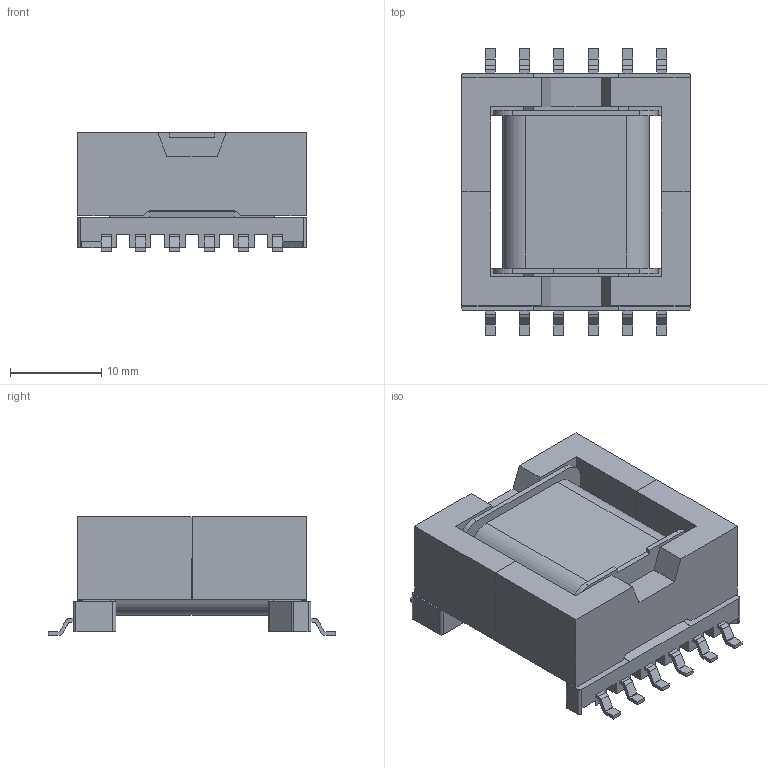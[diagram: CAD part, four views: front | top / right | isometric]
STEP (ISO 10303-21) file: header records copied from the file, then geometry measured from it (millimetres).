
FILE_DESCRIPTION( ( 'Unknown' ), '1' );
FILE_NAME( 'WE-FB_EFD25_without clip.stp', 'Unknown', ( 'Unknown' ), ( 'Unknown' ), 'PSStep 13.0', 'Unknown', ' ' );
FILE_SCHEMA( ( 'AUTOMOTIVE_DESIGN { 1 0 10303 214 1 1 1 1 }' ) );
Length unit declared in the file: millimetre
Products named in the file (3): Assem1; EFD25_core; bobbin
Bounding box: 25 x 31.5 x 13 mm (x, y, z)
Volume: 9696.1 mm3; surface area: 9981 mm2
Topology: 5 solids, 5 shells, 706 faces, 1958 edges, 1290 vertices
Faces by surface type: plane 560, cylinder 146
Entity records: 13546 total; most frequent: CARTESIAN_POINT 1910, ORIENTED_EDGE 1888, DIRECTION 1794, EDGE_CURVE 944, LINE 782, VECTOR 782, VERTEX_POINT 622, AXIS2_PLACEMENT_3D 506
